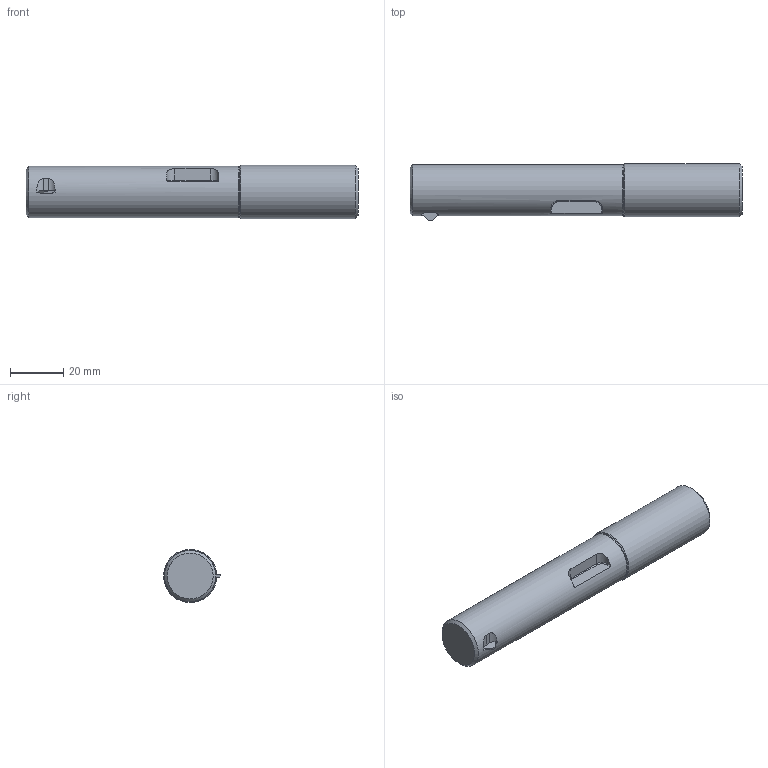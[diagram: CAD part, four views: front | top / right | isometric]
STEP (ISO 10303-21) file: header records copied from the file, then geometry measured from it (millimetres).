
FILE_DESCRIPTION(/* description */ (''),/* implementation_level */ '2;1');
FILE_NAME(/* name */ 'UB3033.stp',/* time_stamp */ '2024-04-04T11:38:58+03:00',/* author */ ('ido'),/* organization */ (''),/* preprocessor_version */ 'ST-DEVELOPER v18.1',/* originating_system */ 'Autodesk Inventor 2022',/* authorisation */ '');
FILE_SCHEMA (('AUTOMOTIVE_DESIGN { 1 0 10303 214 3 1 1 }'));
Length unit declared in the file: millimetre
Products named in the file (1): Ass-Uburr Ø19.5mm_Simplify_1
Bounding box: 125 x 21.39 x 20 mm (x, y, z)
Volume: 37194.6 mm3; surface area: 8299.1 mm2
Topology: 1 solids, 1 shells, 32 faces, 77 edges, 49 vertices
Faces by surface type: plane 16, cylinder 10, torus 3, cone 3
Full cylindrical faces by diameter (mm): 19.3 x1, 20 x1
Entity records: 1069 total; most frequent: CARTESIAN_POINT 221, DIRECTION 167, ORIENTED_EDGE 154, EDGE_CURVE 77, AXIS2_PLACEMENT_3D 63, VERTEX_POINT 49, LINE 41, VECTOR 41
